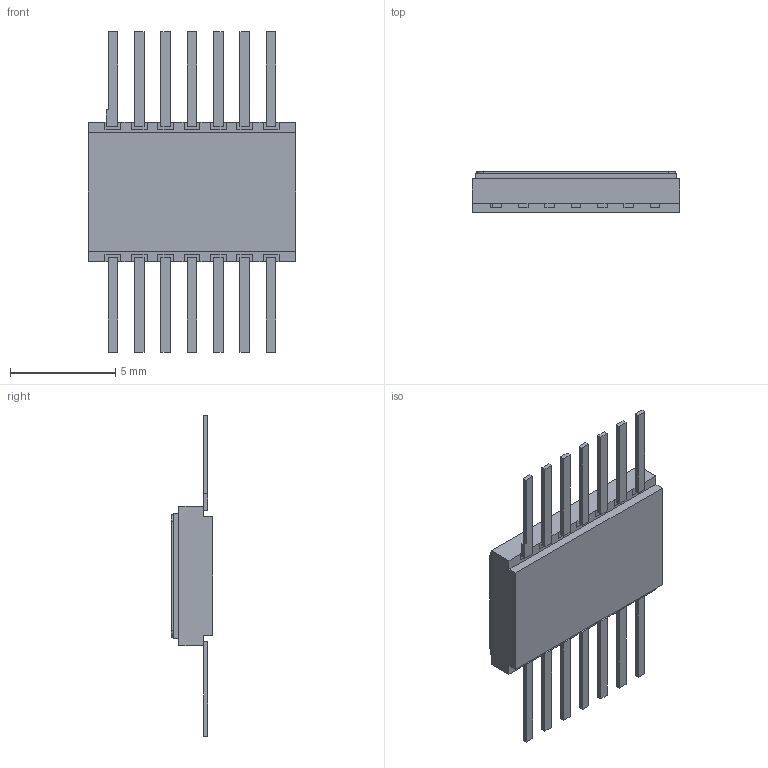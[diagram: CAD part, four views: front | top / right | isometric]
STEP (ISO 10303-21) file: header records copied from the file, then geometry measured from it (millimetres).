
FILE_DESCRIPTION (( 'STEP AP214' ), '1' );
FILE_NAME ('Êîðïóñ 4105.14-16.STEP', '2018-04-28T11:11:30', ( 'Admin' ), ( '' ), 'SwSTEP 2.0', 'SolidWorks 2015', '' );
FILE_SCHEMA (( 'AUTOMOTIVE_DESIGN' ));
Length unit declared in the file: millimetre
Products named in the file (9): Êðûøêà êîðïóñà 4105.14-16; Îáîäîê êîðïóñà 4105.14-16; Îñíîâàíèå êîðïóñà 4105.14-16; 扻豵鵨 4105.14-16; 扰黓蠉錭
Assembly tree (4 placements, depth 2):
  Êðûøêà êîðïóñà 4105.14-16
  Îáîäîê êîðïóñà 4105.14-16
  Îñíîâàíèå êîðïóñà 4105.14-16
  扻豵鵨 4105.14-16
    Îñíîâàíèå êîðïóñà 4105.14-16
    Îáîäîê êîðïóñà 4105.14-16
    Êðûøêà êîðïóñà 4105.14-16
    扰黓蠉錭
  扰黓蠉錭
Bounding box: 9.85 x 1.95 x 15.2 mm (x, y, z)
Volume: 98.2 mm3; surface area: 472.4 mm2
Topology: 4 solids, 4 shells, 349 faces, 941 edges, 618 vertices
Faces by surface type: plane 333, cylinder 16
Entity records: 13322 total; most frequent: CARTESIAN_POINT 1916, ORIENTED_EDGE 1882, DIRECTION 1691, EDGE_CURVE 941, VECTOR 905, LINE 905, VERTEX_POINT 618, AXIS2_PLACEMENT_3D 393
